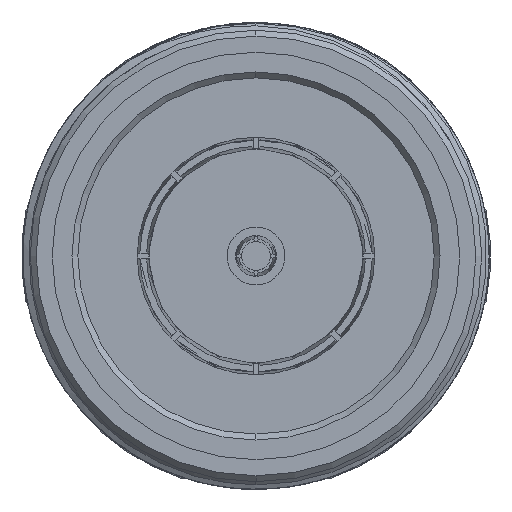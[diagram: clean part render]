
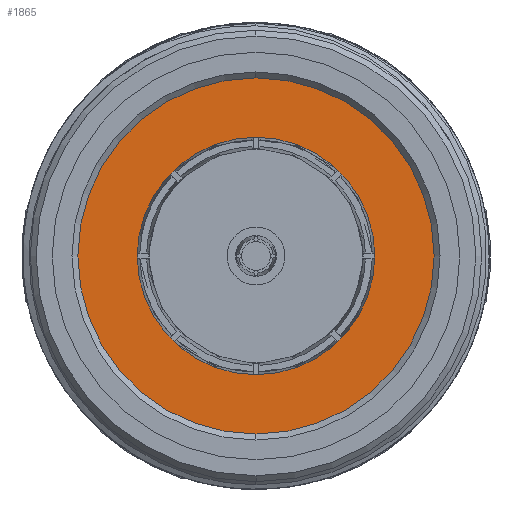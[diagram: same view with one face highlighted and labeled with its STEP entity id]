
A CAD part, left-side view. The second image highlights one B-rep face of the part: STEP entity #1865.
In plain terms, the highlighted planar face has unit normal (-1, 0, 0).
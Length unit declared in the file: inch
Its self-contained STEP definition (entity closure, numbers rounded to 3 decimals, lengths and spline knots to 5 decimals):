
#102 = CIRCLE ( 'NONE', #8408, 0.3 ) ;
#393 = FACE_BOUND ( 'NONE', #6842, .T. ) ;
#703 = VERTEX_POINT ( 'NONE', #1112 ) ;
#954 = DIRECTION ( 'NONE',  ( 0., 0., 1. ) ) ;
#1112 = CARTESIAN_POINT ( 'NONE',  ( -0.151, 0., 0.3 ) ) ;
#1692 = DIRECTION ( 'NONE',  ( -1., 0., 0. ) ) ;
#1865 = ADVANCED_FACE ( 'NONE', ( #3248, #393 ), #8536, .T. ) ;
#1952 = ORIENTED_EDGE ( 'NONE', *, *, #2519, .T. ) ;
#2519 = EDGE_CURVE ( 'NONE', #10102, #703, #102, .T. ) ;
#2746 = CARTESIAN_POINT ( 'NONE',  ( -0.151, 0., 0. ) ) ;
#3248 = FACE_OUTER_BOUND ( 'NONE', #9416, .T. ) ;
#3725 = DIRECTION ( 'NONE',  ( -1., 0., 0. ) ) ;
#3978 = CIRCLE ( 'NONE', #13668, 0.3 ) ;
#4236 = DIRECTION ( 'NONE',  ( -1., 0., 0. ) ) ;
#4564 = CARTESIAN_POINT ( 'NONE',  ( -0.151, 0., 0. ) ) ;
#5071 = CIRCLE ( 'NONE', #15865, 0.2 ) ;
#5136 = DIRECTION ( 'NONE',  ( -1., 0., 0. ) ) ;
#5456 = CARTESIAN_POINT ( 'NONE',  ( -0.151, 0., -0.2 ) ) ;
#5482 = ORIENTED_EDGE ( 'NONE', *, *, #10967, .T. ) ;
#6842 = EDGE_LOOP ( 'NONE', ( #12086, #8716 ) ) ;
#8044 = DIRECTION ( 'NONE',  ( 0., 0., 1. ) ) ;
#8408 = AXIS2_PLACEMENT_3D ( 'NONE', #10684, #9378, #13460 ) ;
#8536 = PLANE ( 'NONE',  #16223 ) ;
#8716 = ORIENTED_EDGE ( 'NONE', *, *, #12985, .F. ) ;
#9378 = DIRECTION ( 'NONE',  ( -1., 0., 0. ) ) ;
#9416 = EDGE_LOOP ( 'NONE', ( #5482, #1952 ) ) ;
#10102 = VERTEX_POINT ( 'NONE', #10530 ) ;
#10221 = CARTESIAN_POINT ( 'NONE',  ( -0.151, 0., 0. ) ) ;
#10524 = CIRCLE ( 'NONE', #16061, 0.2 ) ;
#10530 = CARTESIAN_POINT ( 'NONE',  ( -0.151, 0., -0.3 ) ) ;
#10684 = CARTESIAN_POINT ( 'NONE',  ( -0.151, 0., 0. ) ) ;
#10967 = EDGE_CURVE ( 'NONE', #703, #10102, #3978, .T. ) ;
#12086 = ORIENTED_EDGE ( 'NONE', *, *, #14589, .F. ) ;
#12901 = DIRECTION ( 'NONE',  ( 0., 0., 1. ) ) ;
#12985 = EDGE_CURVE ( 'NONE', #12987, #16411, #5071, .T. ) ;
#12987 = VERTEX_POINT ( 'NONE', #5456 ) ;
#13460 = DIRECTION ( 'NONE',  ( 0., 0., 1. ) ) ;
#13668 = AXIS2_PLACEMENT_3D ( 'NONE', #15442, #5136, #954 ) ;
#13752 = DIRECTION ( 'NONE',  ( 0., 0., 1. ) ) ;
#13898 = CARTESIAN_POINT ( 'NONE',  ( -0.151, 0., 0.2 ) ) ;
#14589 = EDGE_CURVE ( 'NONE', #16411, #12987, #10524, .T. ) ;
#15442 = CARTESIAN_POINT ( 'NONE',  ( -0.151, 0., 0. ) ) ;
#15865 = AXIS2_PLACEMENT_3D ( 'NONE', #2746, #4236, #8044 ) ;
#16061 = AXIS2_PLACEMENT_3D ( 'NONE', #10221, #3725, #12901 ) ;
#16223 = AXIS2_PLACEMENT_3D ( 'NONE', #4564, #1692, #13752 ) ;
#16411 = VERTEX_POINT ( 'NONE', #13898 ) ;
